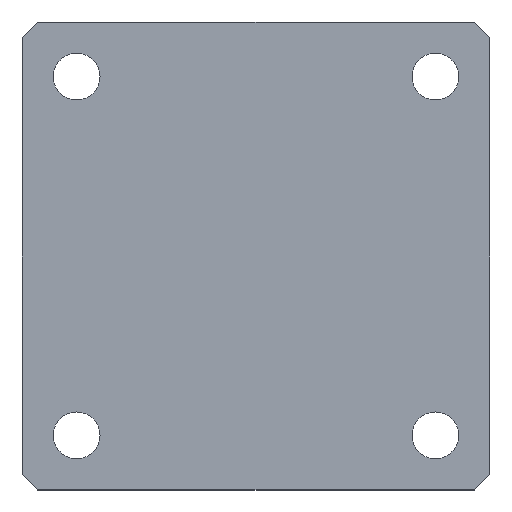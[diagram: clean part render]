
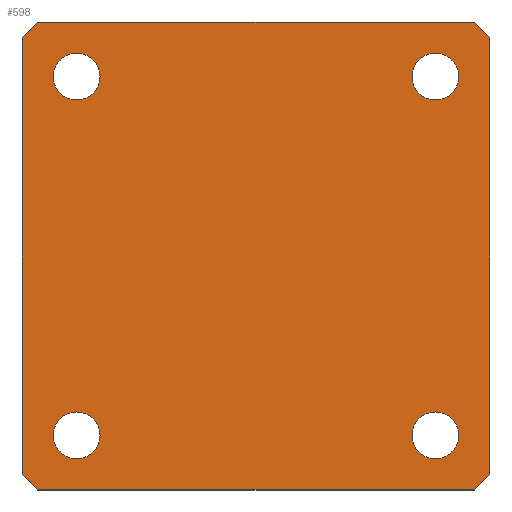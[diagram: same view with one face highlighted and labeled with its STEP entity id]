
A CAD part, front view. The second image highlights one B-rep face of the part: STEP entity #598.
In plain terms, the highlighted face is planar.
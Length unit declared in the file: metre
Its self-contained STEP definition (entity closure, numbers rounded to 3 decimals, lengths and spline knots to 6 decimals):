
#598=ADVANCED_FACE('0:1181',(#1170,#1171,#1172,#1173,#1174),#1175,.T.);
#1170=FACE_OUTER_BOUND('',#1966,.T.);
#1171=FACE_BOUND('',#1967,.T.);
#1172=FACE_BOUND('',#1968,.T.);
#1173=FACE_BOUND('',#1969,.T.);
#1174=FACE_BOUND('',#1970,.T.);
#1175=PLANE('',#1971);
#1966=EDGE_LOOP('',(#3847,#3848,#3849,#3850,#3851,#3852,#3853,#3854));
#1967=EDGE_LOOP('',(#3855,#3856));
#1968=EDGE_LOOP('',(#3857,#3858));
#1969=EDGE_LOOP('',(#3859,#3860));
#1970=EDGE_LOOP('',(#3861,#3862));
#1971=AXIS2_PLACEMENT_3D('',#3863,#3864,#3865);
#3847=ORIENTED_EDGE('',*,*,#4426,.F.);
#3848=ORIENTED_EDGE('',*,*,#4430,.F.);
#3849=ORIENTED_EDGE('',*,*,#4438,.F.);
#3850=ORIENTED_EDGE('',*,*,#4440,.F.);
#3851=ORIENTED_EDGE('',*,*,#4436,.F.);
#3852=ORIENTED_EDGE('',*,*,#4434,.F.);
#3853=ORIENTED_EDGE('',*,*,#4431,.F.);
#3854=ORIENTED_EDGE('',*,*,#4441,.F.);
#3855=ORIENTED_EDGE('',*,*,#4365,.F.);
#3856=ORIENTED_EDGE('',*,*,#4408,.F.);
#3857=ORIENTED_EDGE('',*,*,#4373,.F.);
#3858=ORIENTED_EDGE('',*,*,#4404,.F.);
#3859=ORIENTED_EDGE('',*,*,#4377,.F.);
#3860=ORIENTED_EDGE('',*,*,#4402,.F.);
#3861=ORIENTED_EDGE('',*,*,#4369,.F.);
#3862=ORIENTED_EDGE('',*,*,#4406,.F.);
#3863=CARTESIAN_POINT('',(0.,0.,-0.04386));
#3864=DIRECTION('',(0.0,0.,-1.0));
#3865=DIRECTION('',(0.0,-1.0,0.));
#4365=EDGE_CURVE('0:1235',#5224,#5220,#5226,.T.);
#4369=EDGE_CURVE('0:1229',#5232,#5228,#5234,.T.);
#4373=EDGE_CURVE('0:1223',#5240,#5236,#5242,.T.);
#4377=EDGE_CURVE('0:1217',#5248,#5244,#5250,.T.);
#4402=EDGE_CURVE('0:1217',#5244,#5248,#5283,.T.);
#4404=EDGE_CURVE('0:1223',#5236,#5240,#5285,.T.);
#4406=EDGE_CURVE('0:1229',#5228,#5232,#5287,.T.);
#4408=EDGE_CURVE('0:1235',#5220,#5224,#5289,.T.);
#4426=EDGE_CURVE('0:1286',#5315,#5316,#5317,.T.);
#4430=EDGE_CURVE('0:1298',#5320,#5315,#5322,.T.);
#4431=EDGE_CURVE('0:1301',#5323,#5324,#5325,.T.);
#4434=EDGE_CURVE('0:1310',#5324,#5328,#5329,.T.);
#4436=EDGE_CURVE('0:1316',#5328,#5331,#5332,.T.);
#4438=EDGE_CURVE('0:1322',#5334,#5320,#5335,.T.);
#4440=EDGE_CURVE('0:1328',#5331,#5334,#5337,.T.);
#4441=EDGE_CURVE('0:1331',#5316,#5323,#5338,.T.);
#5220=VERTEX_POINT('',#6614);
#5224=VERTEX_POINT('',#6619);
#5226=CIRCLE('',#6622,0.0075);
#5228=VERTEX_POINT('',#6624);
#5232=VERTEX_POINT('',#6629);
#5234=CIRCLE('',#6632,0.0075);
#5236=VERTEX_POINT('',#6634);
#5240=VERTEX_POINT('',#6639);
#5242=CIRCLE('',#6642,0.0075);
#5244=VERTEX_POINT('',#6644);
#5248=VERTEX_POINT('',#6649);
#5250=CIRCLE('',#6652,0.0075);
#5283=CIRCLE('',#6701,0.0075);
#5285=CIRCLE('',#6703,0.0075);
#5287=CIRCLE('',#6705,0.0075);
#5289=CIRCLE('',#6707,0.0075);
#5315=VERTEX_POINT('',#6741);
#5316=VERTEX_POINT('',#6742);
#5317=LINE('',#6743,#6744);
#5320=VERTEX_POINT('',#6749);
#5322=LINE('',#6752,#6753);
#5323=VERTEX_POINT('',#6754);
#5324=VERTEX_POINT('',#6755);
#5325=LINE('',#6756,#6757);
#5328=VERTEX_POINT('',#6762);
#5329=LINE('',#6763,#6764);
#5331=VERTEX_POINT('',#6767);
#5332=LINE('',#6768,#6769);
#5334=VERTEX_POINT('',#6772);
#5335=LINE('',#6773,#6774);
#5337=LINE('',#6777,#6778);
#5338=LINE('',#6779,#6780);
#6614=CARTESIAN_POINT('',(0.065,0.0575,-0.04386));
#6619=CARTESIAN_POINT('',(0.05,0.0575,-0.04386));
#6622=AXIS2_PLACEMENT_3D('',#7788,#7789,#7790);
#6624=CARTESIAN_POINT('',(0.065,-0.0575,-0.04386));
#6629=CARTESIAN_POINT('',(0.05,-0.0575,-0.04386));
#6632=AXIS2_PLACEMENT_3D('',#7796,#7797,#7798);
#6634=CARTESIAN_POINT('',(-0.05,-0.0575,-0.04386));
#6639=CARTESIAN_POINT('',(-0.065,-0.0575,-0.04386));
#6642=AXIS2_PLACEMENT_3D('',#7804,#7805,#7806);
#6644=CARTESIAN_POINT('',(-0.05,0.0575,-0.04386));
#6649=CARTESIAN_POINT('',(-0.065,0.0575,-0.04386));
#6652=AXIS2_PLACEMENT_3D('',#7812,#7813,#7814);
#6701=AXIS2_PLACEMENT_3D('',#7855,#7856,#7857);
#6703=AXIS2_PLACEMENT_3D('',#7861,#7862,#7863);
#6705=AXIS2_PLACEMENT_3D('',#7867,#7868,#7869);
#6707=AXIS2_PLACEMENT_3D('',#7873,#7874,#7875);
#6741=CARTESIAN_POINT('',(0.07,-0.075,-0.04386));
#6742=CARTESIAN_POINT('',(0.075,-0.07,-0.04386));
#6743=CARTESIAN_POINT('',(0.0725,-0.0725,-0.04386));
#6744=VECTOR('',#7911,1.0);
#6749=CARTESIAN_POINT('',(-0.07,-0.075,-0.04386));
#6752=CARTESIAN_POINT('',(-0.075,-0.075,-0.04386));
#6753=VECTOR('',#7915,1.0);
#6754=CARTESIAN_POINT('',(0.075,0.07,-0.04386));
#6755=CARTESIAN_POINT('',(0.07,0.075,-0.04386));
#6756=CARTESIAN_POINT('',(0.0725,0.0725,-0.04386));
#6757=VECTOR('',#7916,1.0);
#6762=CARTESIAN_POINT('',(-0.07,0.075,-0.04386));
#6763=CARTESIAN_POINT('',(0.075,0.075,-0.04386));
#6764=VECTOR('',#7919,1.0);
#6767=CARTESIAN_POINT('',(-0.075,0.07,-0.04386));
#6768=CARTESIAN_POINT('',(-0.0725,0.0725,-0.04386));
#6769=VECTOR('',#7921,1.0);
#6772=CARTESIAN_POINT('',(-0.075,-0.07,-0.04386));
#6773=CARTESIAN_POINT('',(-0.0725,-0.0725,-0.04386));
#6774=VECTOR('',#7923,1.0);
#6777=CARTESIAN_POINT('',(-0.075,0.075,-0.04386));
#6778=VECTOR('',#7925,1.0);
#6779=CARTESIAN_POINT('',(0.075,-0.075,-0.04386));
#6780=VECTOR('',#7926,1.0);
#7788=CARTESIAN_POINT('',(0.0575,0.0575,-0.04386));
#7789=DIRECTION('',(0.0,0.,-1.0));
#7790=DIRECTION('',(1.0,0.0,0.0));
#7796=CARTESIAN_POINT('',(0.0575,-0.0575,-0.04386));
#7797=DIRECTION('',(0.0,0.,-1.0));
#7798=DIRECTION('',(1.0,0.0,0.0));
#7804=CARTESIAN_POINT('',(-0.0575,-0.0575,-0.04386));
#7805=DIRECTION('',(0.0,0.,-1.0));
#7806=DIRECTION('',(1.0,0.0,0.0));
#7812=CARTESIAN_POINT('',(-0.0575,0.0575,-0.04386));
#7813=DIRECTION('',(0.0,0.,-1.0));
#7814=DIRECTION('',(1.0,0.0,0.0));
#7855=CARTESIAN_POINT('',(-0.0575,0.0575,-0.04386));
#7856=DIRECTION('',(0.0,0.,-1.0));
#7857=DIRECTION('',(1.0,0.0,0.0));
#7861=CARTESIAN_POINT('',(-0.0575,-0.0575,-0.04386));
#7862=DIRECTION('',(0.0,0.,-1.0));
#7863=DIRECTION('',(1.0,0.0,0.0));
#7867=CARTESIAN_POINT('',(0.0575,-0.0575,-0.04386));
#7868=DIRECTION('',(0.0,0.,-1.0));
#7869=DIRECTION('',(1.0,0.0,0.0));
#7873=CARTESIAN_POINT('',(0.0575,0.0575,-0.04386));
#7874=DIRECTION('',(0.0,0.,-1.0));
#7875=DIRECTION('',(1.0,0.0,0.0));
#7911=DIRECTION('',(0.707,0.707,0.));
#7915=DIRECTION('',(1.0,0.,0.));
#7916=DIRECTION('',(-0.707,0.707,0.));
#7919=DIRECTION('',(-1.0,0.,0.));
#7921=DIRECTION('',(-0.707,-0.707,0.));
#7923=DIRECTION('',(0.707,-0.707,0.));
#7925=DIRECTION('',(0.,-1.0,0.));
#7926=DIRECTION('',(0.,1.0,0.));
